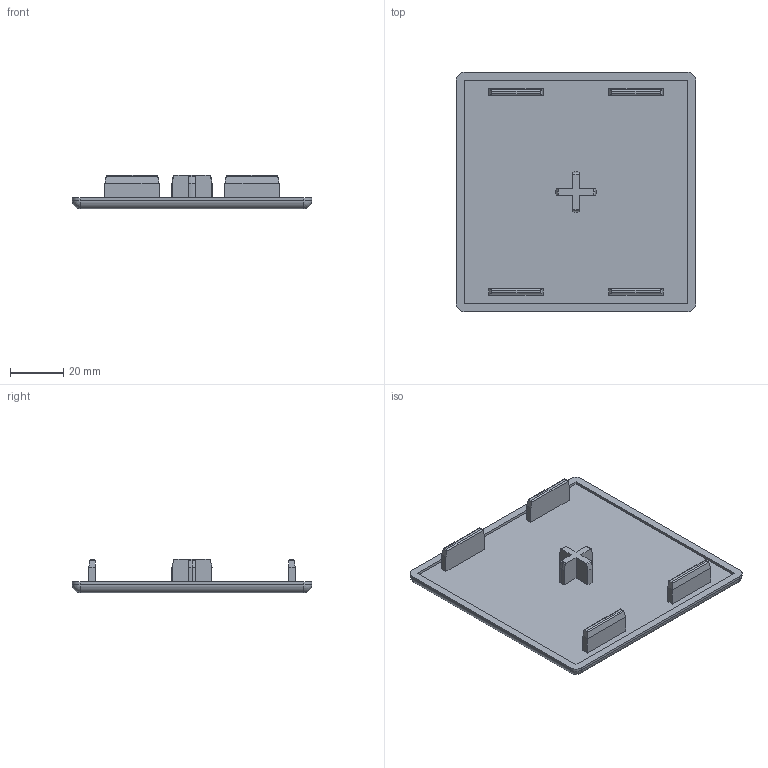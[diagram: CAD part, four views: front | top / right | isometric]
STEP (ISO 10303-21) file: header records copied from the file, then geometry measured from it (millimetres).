
FILE_DESCRIPTION(('STEP AP214'),'1');
FILE_NAME('fath_091207.stp','2017-05-01T06:13:24',('TraceParts'),('TraceParts S.A.'),'Spatial InterOp 3D',' ',' ');
FILE_SCHEMA(('automotive_design'));
Length unit declared in the file: millimetre
Products named in the file (1): fath_091207
Bounding box: 90 x 90 x 12.5 mm (x, y, z)
Volume: 27048.8 mm3; surface area: 19662.1 mm2
Topology: 1 solids, 1 shells, 98 faces, 242 edges, 148 vertices
Faces by surface type: plane 52, cylinder 30, torus 6, cone 6, sphere 4
Entity records: 3649 total; most frequent: CARTESIAN_POINT 621, ORIENTED_EDGE 476, DIRECTION 438, EDGE_CURVE 238, LINE 156, VECTOR 156, VERTEX_POINT 148, AXIS2_PLACEMENT_3D 141
